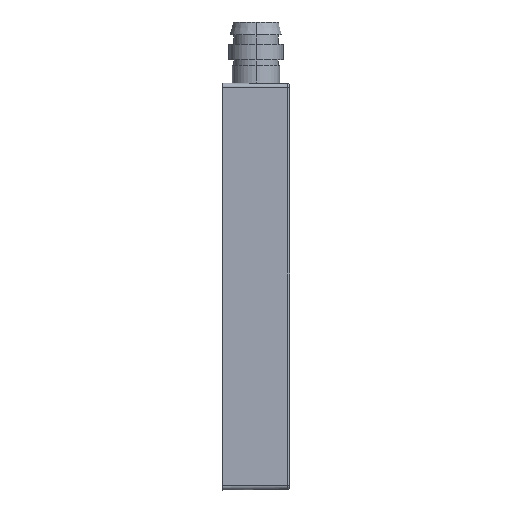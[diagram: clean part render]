
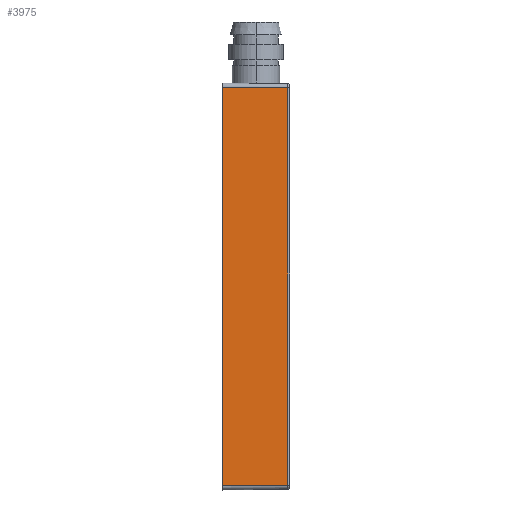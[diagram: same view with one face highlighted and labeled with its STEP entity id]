
A CAD part, left-side view. The second image highlights one B-rep face of the part: STEP entity #3975.
In plain terms, the highlighted planar face has unit normal (-1, -0.009, 0).
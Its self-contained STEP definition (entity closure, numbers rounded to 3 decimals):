
#429=CARTESIAN_POINT('',(-25.,10.,-0.6));
#434=DIRECTION('',(0.,0.,-1.));
#435=VECTOR('',#434,58.8);
#436=CARTESIAN_POINT('',(-25.,10.,-0.6));
#437=LINE('',#436,#435);
#1438=CARTESIAN_POINT('',(-24.915,0.297,
-0.685));
#1459=DIRECTION('',(0.,0.,1.));
#1460=VECTOR('',#1459,58.631);
#1461=CARTESIAN_POINT('',(-24.915,0.297,
-59.315));
#1462=LINE('',#1461,#1460);
#1473=DIRECTION('',(-0.009,1.,-0.009));
#1474=VECTOR('',#1473,9.703);
#1475=CARTESIAN_POINT('',(-24.915,0.297,
-59.315));
#1476=LINE('',#1475,#1474);
#1480=DIRECTION('',(0.009,-1.,-0.009));
#1481=VECTOR('',#1480,9.703);
#1482=CARTESIAN_POINT('',(-25.,10.,-0.6));
#1483=LINE('',#1482,#1481);
#2161=VERTEX_POINT('',#429);
#2162=CARTESIAN_POINT('',(-25.,10.,-59.4));
#2163=VERTEX_POINT('',#2162);
#2305=VERTEX_POINT('',#1438);
#2306=CARTESIAN_POINT('',(-24.915,0.297,
-59.315));
#2307=VERTEX_POINT('',#2306);
#3963=CARTESIAN_POINT('',(-25.,10.,-61.994));
#3964=DIRECTION('',(-1.,-0.009,0.));
#3965=DIRECTION('',(0.,0.,1.));
#3966=AXIS2_PLACEMENT_3D('',#3963,#3964,#3965);
#3967=PLANE('',#3966);
#3968=ORIENTED_EDGE('',*,*,#3947,.F.);
#3970=ORIENTED_EDGE('',*,*,#3969,.T.);
#3971=ORIENTED_EDGE('',*,*,#2621,.F.);
#3972=ORIENTED_EDGE('',*,*,#3896,.T.);
#3973=EDGE_LOOP('',(#3968,#3970,#3971,#3972));
#3974=FACE_OUTER_BOUND('',#3973,.F.);
#3975=ADVANCED_FACE('',(#3974),#3967,.T.);
#2621=EDGE_CURVE('',#2161,#2163,#437,.T.);
#3896=EDGE_CURVE('',#2161,#2305,#1483,.T.);
#3947=EDGE_CURVE('',#2307,#2305,#1462,.T.);
#3969=EDGE_CURVE('',#2307,#2163,#1476,.T.);
